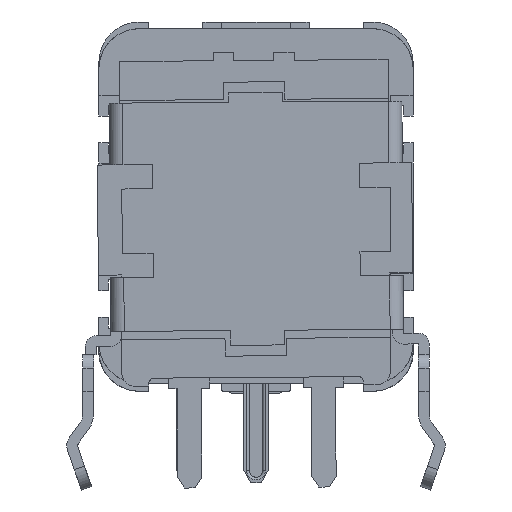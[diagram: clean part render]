
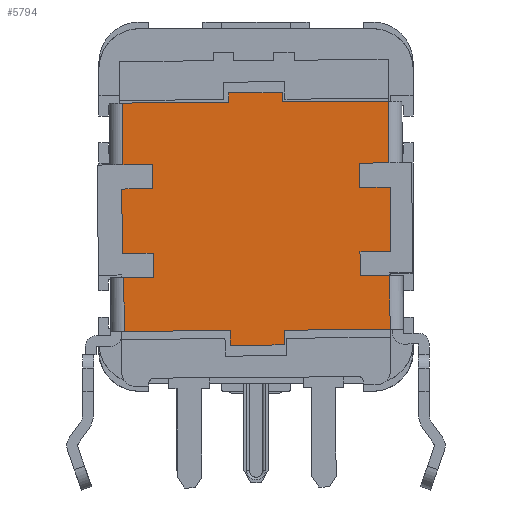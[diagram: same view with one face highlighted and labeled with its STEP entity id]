
A CAD part, front view. The second image highlights one B-rep face of the part: STEP entity #5794.
In plain terms, the highlighted planar face has unit normal (0, -1, 0).
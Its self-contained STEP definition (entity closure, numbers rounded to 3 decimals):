
#2276 = VERTEX_POINT('',#2277);
#2277 = CARTESIAN_POINT('',(6.893,-3.8,-11.474));
#2283 = EDGE_CURVE('',#2276,#2284,#2286,.T.);
#2284 = VERTEX_POINT('',#2285);
#2285 = CARTESIAN_POINT('',(10.843,-3.8,-11.445));
#2286 = LINE('',#2287,#2288);
#2287 = CARTESIAN_POINT('',(6.893,-3.8,-11.474));
#2288 = VECTOR('',#2289,1.);
#2289 = DIRECTION('',(1.,0.,0.007));
#2427 = VERTEX_POINT('',#2428);
#2428 = CARTESIAN_POINT('',(4.897,-3.8,-12.038));
#2434 = EDGE_CURVE('',#2427,#2435,#2437,.T.);
#2435 = VERTEX_POINT('',#2436);
#2436 = CARTESIAN_POINT('',(6.897,-3.8,-12.023));
#2437 = LINE('',#2438,#2439);
#2438 = CARTESIAN_POINT('',(4.897,-3.8,-12.038));
#2439 = VECTOR('',#2440,1.);
#2440 = DIRECTION('',(1.,0.,0.007));
#2458 = VERTEX_POINT('',#2459);
#2459 = CARTESIAN_POINT('',(4.893,-3.8,-11.489));
#2465 = EDGE_CURVE('',#2458,#2427,#2466,.T.);
#2466 = LINE('',#2467,#2468);
#2467 = CARTESIAN_POINT('',(4.893,-3.8,-11.489));
#2468 = VECTOR('',#2469,1.);
#2469 = DIRECTION('',(0.007,0.,-1.));
#2505 = VERTEX_POINT('',#2506);
#2506 = CARTESIAN_POINT('',(0.943,-3.8,-11.518));
#2519 = EDGE_CURVE('',#2458,#2505,#2520,.T.);
#2520 = LINE('',#2521,#2522);
#2521 = CARTESIAN_POINT('',(4.893,-3.8,-11.489));
#2522 = VECTOR('',#2523,1.);
#2523 = DIRECTION('',(-1.,0.,-0.007));
#5649 = VERTEX_POINT('',#5650);
#5650 = CARTESIAN_POINT('',(10.78,-3.8,-2.945));
#5657 = EDGE_CURVE('',#5658,#5649,#5660,.T.);
#5658 = VERTEX_POINT('',#5659);
#5659 = CARTESIAN_POINT('',(6.83,-3.8,-2.975));
#5660 = LINE('',#5661,#5662);
#5661 = CARTESIAN_POINT('',(6.83,-3.8,-2.975));
#5662 = VECTOR('',#5663,1.);
#5663 = DIRECTION('',(1.,0.,0.007));
#5776 = EDGE_CURVE('',#5658,#5777,#5779,.T.);
#5777 = VERTEX_POINT('',#5778);
#5778 = CARTESIAN_POINT('',(6.828,-3.8,-2.625));
#5779 = LINE('',#5780,#5781);
#5780 = CARTESIAN_POINT('',(6.83,-3.8,-2.975));
#5781 = VECTOR('',#5782,1.);
#5782 = DIRECTION('',(-0.007,0.,1.));
#5794 = ADVANCED_FACE('',(#5795),#5973,.F.);
#5795 = FACE_BOUND('',#5796,.F.);
#5796 = EDGE_LOOP('',(#5797,#5798,#5799,#5800,#5808,#5816,#5824,#5832,
    #5840,#5848,#5856,#5864,#5872,#5880,#5888,#5894,#5895,#5896,#5904,
    #5912,#5920,#5928,#5936,#5944,#5952,#5960,#5966,#5967));
#5797 = ORIENTED_EDGE('',*,*,#2434,.F.);
#5798 = ORIENTED_EDGE('',*,*,#2465,.F.);
#5799 = ORIENTED_EDGE('',*,*,#2519,.T.);
#5800 = ORIENTED_EDGE('',*,*,#5801,.F.);
#5801 = EDGE_CURVE('',#5802,#2505,#5804,.T.);
#5802 = VERTEX_POINT('',#5803);
#5803 = CARTESIAN_POINT('',(0.928,-3.8,-9.518));
#5804 = LINE('',#5805,#5806);
#5805 = CARTESIAN_POINT('',(0.928,-3.8,-9.518));
#5806 = VECTOR('',#5807,1.);
#5807 = DIRECTION('',(0.007,0.,-1.));
#5808 = ORIENTED_EDGE('',*,*,#5809,.F.);
#5809 = EDGE_CURVE('',#5810,#5802,#5812,.T.);
#5810 = VERTEX_POINT('',#5811);
#5811 = CARTESIAN_POINT('',(2.028,-3.8,-9.51));
#5812 = LINE('',#5813,#5814);
#5813 = CARTESIAN_POINT('',(2.028,-3.8,-9.51));
#5814 = VECTOR('',#5815,1.);
#5815 = DIRECTION('',(-1.,0.,-0.007));
#5816 = ORIENTED_EDGE('',*,*,#5817,.F.);
#5817 = EDGE_CURVE('',#5818,#5810,#5820,.T.);
#5818 = VERTEX_POINT('',#5819);
#5819 = CARTESIAN_POINT('',(2.022,-3.8,-8.61));
#5820 = LINE('',#5821,#5822);
#5821 = CARTESIAN_POINT('',(2.022,-3.8,-8.61));
#5822 = VECTOR('',#5823,1.);
#5823 = DIRECTION('',(0.007,0.,-1.));
#5824 = ORIENTED_EDGE('',*,*,#5825,.F.);
#5825 = EDGE_CURVE('',#5826,#5818,#5828,.T.);
#5826 = VERTEX_POINT('',#5827);
#5827 = CARTESIAN_POINT('',(0.872,-3.8,-8.619));
#5828 = LINE('',#5829,#5830);
#5829 = CARTESIAN_POINT('',(0.872,-3.8,-8.619));
#5830 = VECTOR('',#5831,1.);
#5831 = DIRECTION('',(1.,0.,0.007));
#5832 = ORIENTED_EDGE('',*,*,#5833,.T.);
#5833 = EDGE_CURVE('',#5826,#5834,#5836,.T.);
#5834 = VERTEX_POINT('',#5835);
#5835 = CARTESIAN_POINT('',(0.854,-3.8,-6.219));
#5836 = LINE('',#5837,#5838);
#5837 = CARTESIAN_POINT('',(0.872,-3.8,-8.619));
#5838 = VECTOR('',#5839,1.);
#5839 = DIRECTION('',(-0.007,0.,1.));
#5840 = ORIENTED_EDGE('',*,*,#5841,.F.);
#5841 = EDGE_CURVE('',#5842,#5834,#5844,.T.);
#5842 = VERTEX_POINT('',#5843);
#5843 = CARTESIAN_POINT('',(2.004,-3.8,-6.21));
#5844 = LINE('',#5845,#5846);
#5845 = CARTESIAN_POINT('',(2.004,-3.8,-6.21));
#5846 = VECTOR('',#5847,1.);
#5847 = DIRECTION('',(-1.,0.,-0.007));
#5848 = ORIENTED_EDGE('',*,*,#5849,.F.);
#5849 = EDGE_CURVE('',#5850,#5842,#5852,.T.);
#5850 = VERTEX_POINT('',#5851);
#5851 = CARTESIAN_POINT('',(1.997,-3.8,-5.31));
#5852 = LINE('',#5853,#5854);
#5853 = CARTESIAN_POINT('',(1.997,-3.8,-5.31));
#5854 = VECTOR('',#5855,1.);
#5855 = DIRECTION('',(0.007,0.,-1.));
#5856 = ORIENTED_EDGE('',*,*,#5857,.F.);
#5857 = EDGE_CURVE('',#5858,#5850,#5860,.T.);
#5858 = VERTEX_POINT('',#5859);
#5859 = CARTESIAN_POINT('',(0.897,-3.8,-5.318));
#5860 = LINE('',#5861,#5862);
#5861 = CARTESIAN_POINT('',(0.897,-3.8,-5.318));
#5862 = VECTOR('',#5863,1.);
#5863 = DIRECTION('',(1.,0.,0.007));
#5864 = ORIENTED_EDGE('',*,*,#5865,.F.);
#5865 = EDGE_CURVE('',#5866,#5858,#5868,.T.);
#5866 = VERTEX_POINT('',#5867);
#5867 = CARTESIAN_POINT('',(0.88,-3.8,-3.019));
#5868 = LINE('',#5869,#5870);
#5869 = CARTESIAN_POINT('',(0.88,-3.8,-3.019));
#5870 = VECTOR('',#5871,1.);
#5871 = DIRECTION('',(0.007,0.,-1.));
#5872 = ORIENTED_EDGE('',*,*,#5873,.F.);
#5873 = EDGE_CURVE('',#5874,#5866,#5876,.T.);
#5874 = VERTEX_POINT('',#5875);
#5875 = CARTESIAN_POINT('',(4.83,-3.8,-2.989));
#5876 = LINE('',#5877,#5878);
#5877 = CARTESIAN_POINT('',(4.83,-3.8,-2.989));
#5878 = VECTOR('',#5879,1.);
#5879 = DIRECTION('',(-1.,0.,-0.007));
#5880 = ORIENTED_EDGE('',*,*,#5881,.T.);
#5881 = EDGE_CURVE('',#5874,#5882,#5884,.T.);
#5882 = VERTEX_POINT('',#5883);
#5883 = CARTESIAN_POINT('',(4.828,-3.8,-2.639));
#5884 = LINE('',#5885,#5886);
#5885 = CARTESIAN_POINT('',(4.83,-3.8,-2.989));
#5886 = VECTOR('',#5887,1.);
#5887 = DIRECTION('',(-0.007,0.,1.));
#5888 = ORIENTED_EDGE('',*,*,#5889,.F.);
#5889 = EDGE_CURVE('',#5777,#5882,#5890,.T.);
#5890 = LINE('',#5891,#5892);
#5891 = CARTESIAN_POINT('',(6.828,-3.8,-2.625));
#5892 = VECTOR('',#5893,1.);
#5893 = DIRECTION('',(-1.,0.,-0.007));
#5894 = ORIENTED_EDGE('',*,*,#5776,.F.);
#5895 = ORIENTED_EDGE('',*,*,#5657,.T.);
#5896 = ORIENTED_EDGE('',*,*,#5897,.F.);
#5897 = EDGE_CURVE('',#5898,#5649,#5900,.T.);
#5898 = VERTEX_POINT('',#5899);
#5899 = CARTESIAN_POINT('',(10.797,-3.8,-5.245));
#5900 = LINE('',#5901,#5902);
#5901 = CARTESIAN_POINT('',(10.797,-3.8,-5.245));
#5902 = VECTOR('',#5903,1.);
#5903 = DIRECTION('',(-0.007,0.,1.));
#5904 = ORIENTED_EDGE('',*,*,#5905,.F.);
#5905 = EDGE_CURVE('',#5906,#5898,#5908,.T.);
#5906 = VERTEX_POINT('',#5907);
#5907 = CARTESIAN_POINT('',(9.697,-3.8,-5.254));
#5908 = LINE('',#5909,#5910);
#5909 = CARTESIAN_POINT('',(9.697,-3.8,-5.254));
#5910 = VECTOR('',#5911,1.);
#5911 = DIRECTION('',(1.,0.,0.007));
#5912 = ORIENTED_EDGE('',*,*,#5913,.F.);
#5913 = EDGE_CURVE('',#5914,#5906,#5916,.T.);
#5914 = VERTEX_POINT('',#5915);
#5915 = CARTESIAN_POINT('',(9.704,-3.8,-6.153));
#5916 = LINE('',#5917,#5918);
#5917 = CARTESIAN_POINT('',(9.704,-3.8,-6.153));
#5918 = VECTOR('',#5919,1.);
#5919 = DIRECTION('',(-0.007,0.,1.));
#5920 = ORIENTED_EDGE('',*,*,#5921,.F.);
#5921 = EDGE_CURVE('',#5922,#5914,#5924,.T.);
#5922 = VERTEX_POINT('',#5923);
#5923 = CARTESIAN_POINT('',(10.854,-3.8,-6.145));
#5924 = LINE('',#5925,#5926);
#5925 = CARTESIAN_POINT('',(10.854,-3.8,-6.145));
#5926 = VECTOR('',#5927,1.);
#5927 = DIRECTION('',(-1.,0.,-0.007));
#5928 = ORIENTED_EDGE('',*,*,#5929,.T.);
#5929 = EDGE_CURVE('',#5922,#5930,#5932,.T.);
#5930 = VERTEX_POINT('',#5931);
#5931 = CARTESIAN_POINT('',(10.872,-3.8,-8.545));
#5932 = LINE('',#5933,#5934);
#5933 = CARTESIAN_POINT('',(10.854,-3.8,-6.145));
#5934 = VECTOR('',#5935,1.);
#5935 = DIRECTION('',(0.007,0.,-1.));
#5936 = ORIENTED_EDGE('',*,*,#5937,.F.);
#5937 = EDGE_CURVE('',#5938,#5930,#5940,.T.);
#5938 = VERTEX_POINT('',#5939);
#5939 = CARTESIAN_POINT('',(9.722,-3.8,-8.553));
#5940 = LINE('',#5941,#5942);
#5941 = CARTESIAN_POINT('',(9.722,-3.8,-8.553));
#5942 = VECTOR('',#5943,1.);
#5943 = DIRECTION('',(1.,0.,0.007));
#5944 = ORIENTED_EDGE('',*,*,#5945,.F.);
#5945 = EDGE_CURVE('',#5946,#5938,#5948,.T.);
#5946 = VERTEX_POINT('',#5947);
#5947 = CARTESIAN_POINT('',(9.728,-3.8,-9.453));
#5948 = LINE('',#5949,#5950);
#5949 = CARTESIAN_POINT('',(9.728,-3.8,-9.453));
#5950 = VECTOR('',#5951,1.);
#5951 = DIRECTION('',(-0.007,0.,1.));
#5952 = ORIENTED_EDGE('',*,*,#5953,.F.);
#5953 = EDGE_CURVE('',#5954,#5946,#5956,.T.);
#5954 = VERTEX_POINT('',#5955);
#5955 = CARTESIAN_POINT('',(10.828,-3.8,-9.445));
#5956 = LINE('',#5957,#5958);
#5957 = CARTESIAN_POINT('',(10.828,-3.8,-9.445));
#5958 = VECTOR('',#5959,1.);
#5959 = DIRECTION('',(-1.,0.,-0.007));
#5960 = ORIENTED_EDGE('',*,*,#5961,.F.);
#5961 = EDGE_CURVE('',#2284,#5954,#5962,.T.);
#5962 = LINE('',#5963,#5964);
#5963 = CARTESIAN_POINT('',(10.843,-3.8,-11.445));
#5964 = VECTOR('',#5965,1.);
#5965 = DIRECTION('',(-0.007,0.,1.));
#5966 = ORIENTED_EDGE('',*,*,#2283,.F.);
#5967 = ORIENTED_EDGE('',*,*,#5968,.T.);
#5968 = EDGE_CURVE('',#2276,#2435,#5969,.T.);
#5969 = LINE('',#5970,#5971);
#5970 = CARTESIAN_POINT('',(6.893,-3.8,-11.474));
#5971 = VECTOR('',#5972,1.);
#5972 = DIRECTION('',(0.007,0.,-1.));
#5973 = PLANE('',#5974);
#5974 = AXIS2_PLACEMENT_3D('',#5975,#5976,#5977);
#5975 = CARTESIAN_POINT('',(5.863,-3.8,-7.382));
#5976 = DIRECTION('',(0.,1.,0.));
#5977 = DIRECTION('',(0.007,0.,-1.));
